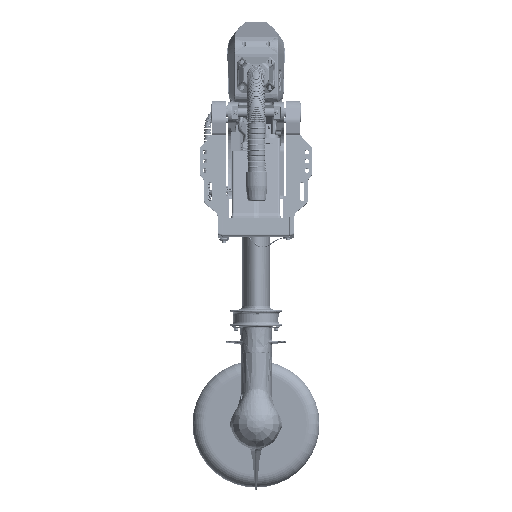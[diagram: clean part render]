
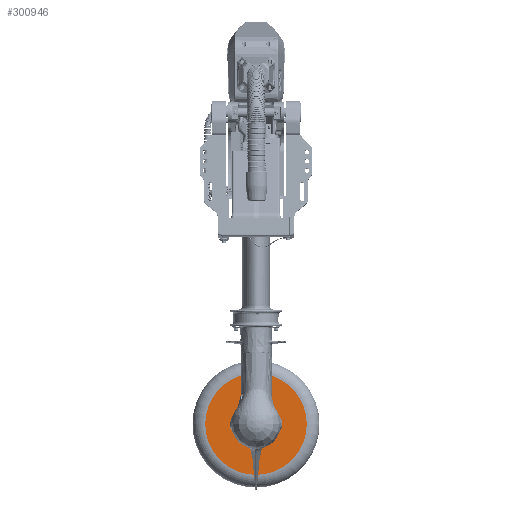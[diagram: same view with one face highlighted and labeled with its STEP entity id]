
A CAD part, left-side view. The second image highlights one B-rep face of the part: STEP entity #300946.
In plain terms, the highlighted planar face has unit normal (1, 0, 0).
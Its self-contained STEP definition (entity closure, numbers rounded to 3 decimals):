
#5504 = FACE_OUTER_BOUND ( 'NONE', #319701, .T. ) ;
#5811 = ORIENTED_EDGE ( 'NONE', *, *, #37287, .T. ) ;
#27150 = AXIS2_PLACEMENT_3D ( 'NONE', #174594, #173085, #419280 ) ;
#37287 = EDGE_CURVE ( 'NONE', #215909, #321191, #435042, .T. ) ;
#38432 = CARTESIAN_POINT ( 'NONE',  ( 278.824, 0.049, -20.849 ) ) ;
#72888 = AXIS2_PLACEMENT_3D ( 'NONE', #38432, #176806, #145976 ) ;
#97346 = AXIS2_PLACEMENT_3D ( 'NONE', #374223, #132661, #414135 ) ;
#132661 = DIRECTION ( 'NONE',  ( 1., 0., 0. ) ) ;
#137753 = PLANE ( 'NONE',  #27150 ) ;
#144817 = ORIENTED_EDGE ( 'NONE', *, *, #167068, .T. ) ;
#145976 = DIRECTION ( 'NONE',  ( 0., 0., 1. ) ) ;
#167068 = EDGE_CURVE ( 'NONE', #321191, #215909, #423643, .T. ) ;
#173085 = DIRECTION ( 'NONE',  ( -1., 0., 0. ) ) ;
#174594 = CARTESIAN_POINT ( 'NONE',  ( 278.824, 0.049, -20.849 ) ) ;
#176806 = DIRECTION ( 'NONE',  ( 1., 0., 0. ) ) ;
#215909 = VERTEX_POINT ( 'NONE', #299615 ) ;
#236510 = CARTESIAN_POINT ( 'NONE',  ( 278.824, 0.049, 99.151 ) ) ;
#299615 = CARTESIAN_POINT ( 'NONE',  ( 278.824, 0.049, -140.849 ) ) ;
#300946 = ADVANCED_FACE ( 'NONE', ( #5504 ), #137753, .F. ) ;
#319701 = EDGE_LOOP ( 'NONE', ( #144817, #5811 ) ) ;
#321191 = VERTEX_POINT ( 'NONE', #236510 ) ;
#374223 = CARTESIAN_POINT ( 'NONE',  ( 278.824, 0.049, -20.849 ) ) ;
#414135 = DIRECTION ( 'NONE',  ( 0., 0., 1. ) ) ;
#419280 = DIRECTION ( 'NONE',  ( 0., 0., 1. ) ) ;
#423643 = CIRCLE ( 'NONE', #97346, 120. ) ;
#435042 = CIRCLE ( 'NONE', #72888, 120. ) ;
